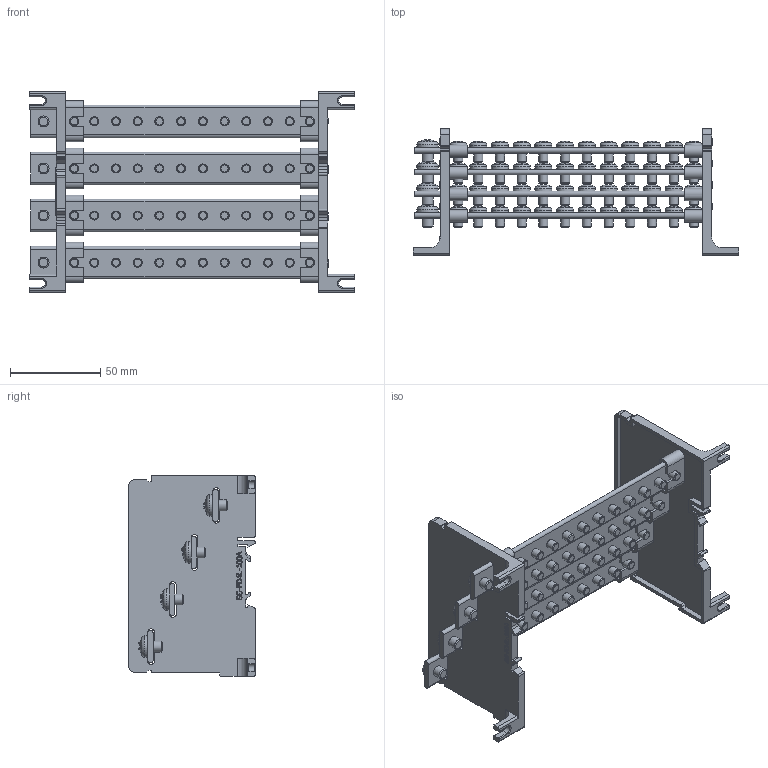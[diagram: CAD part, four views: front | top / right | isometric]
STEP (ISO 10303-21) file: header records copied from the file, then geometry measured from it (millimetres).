
FILE_DESCRIPTION(/* description */ (''),/* implementation_level */ '2;1');
FILE_NAME(/* name */ '',/* time_stamp */ '2025-10-29T10:27:37+09:00',/* author */ ('7890'),/* organization */ (''),/* preprocessor_version */ 'ST-DEVELOPER v20.1',/* originating_system */ 'Autodesk Inventor 2026',/* authorisation */ '');
FILE_SCHEMA (('AUTOMOTIVE_DESIGN { 1 0 10303 214 3 1 1 }'));
Length unit declared in the file: millimetre
Products named in the file (6): PD4L10-100A 조립품; PD4L10-100A 측판(L); SG-PD2L10-100A; PD4L10-100A 측판(R); ISO 7045 - M5 x 8 - 4.8 - H; ISO 7045 - M6 x 8 - 4.8 - H
Assembly tree (58 placements, depth 2):
  PD4L10-100A 조립품
    PD4L10-100A 측판(L)
    SG-PD2L10-100A  x4
    PD4L10-100A 측판(R)
    ISO 7045 - M5 x 8 - 4.8 - H  x48
    ISO 7045 - M6 x 8 - 4.8 - H  x4
Bounding box: 180 x 69.8 x 111 mm (x, y, z)
Volume: 91569.2 mm3; surface area: 91667.4 mm2
Topology: 58 solids, 58 shells, 2434 faces, 6570 edges, 4336 vertices
Faces by surface type: plane 963, cone 624, cylinder 334, torus 324, bspline 137, sphere 52
Full cylindrical faces by diameter (mm): 4.567 x48, 4.8 x48, 5 x48, 5.459 x4, 5.8 x4, 6 x4
Entity records: 28339 total; most frequent: CARTESIAN_POINT 6989, ORIENTED_EDGE 4630, DIRECTION 3957, EDGE_CURVE 2315, VERTEX_POINT 1534, LINE 1521, VECTOR 1521, AXIS2_PLACEMENT_3D 1218
